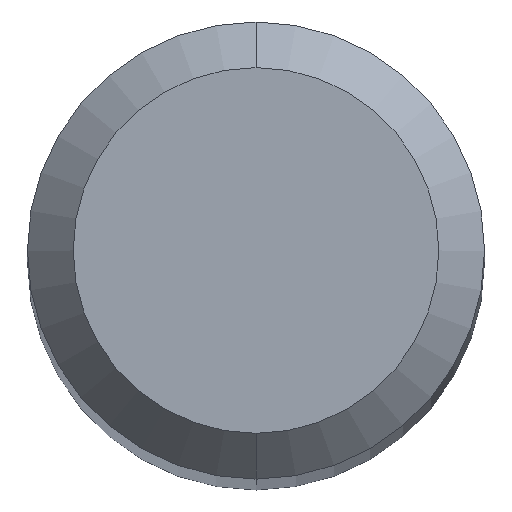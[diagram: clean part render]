
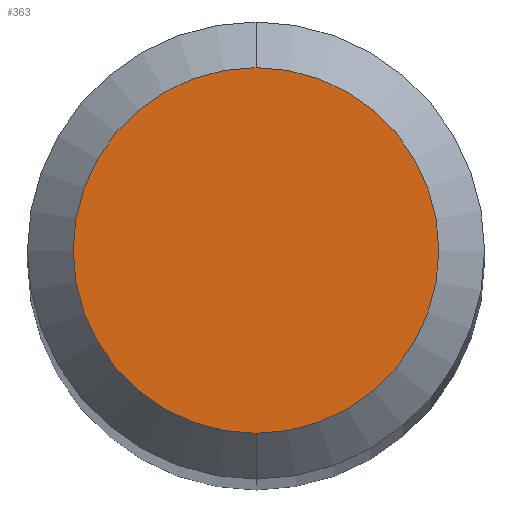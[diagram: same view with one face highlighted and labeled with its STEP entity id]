
A CAD part, top view. The second image highlights one B-rep face of the part: STEP entity #363.
In plain terms, the highlighted planar face has unit normal (0, 0, 1).
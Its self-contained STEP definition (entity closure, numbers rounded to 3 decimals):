
#205=EDGE_CURVE('',#351,#427,#499,.T.);
#351=VERTEX_POINT('',#658);
#363=ADVANCED_FACE('',(#672),#673,.T.);
#387=EDGE_CURVE('',#427,#351,#698,.T.);
#427=VERTEX_POINT('',#746);
#499=CIRCLE('',#825,1.2);
#658=CARTESIAN_POINT('',(0.0,1.2,0.0));
#672=FACE_OUTER_BOUND('',#1217,.T.);
#673=PLANE('',#1218);
#698=CIRCLE('',#1278,1.2);
#746=CARTESIAN_POINT('',(0.,-1.2,0.0));
#825=AXIS2_PLACEMENT_3D('',#1425,#1426,#1427);
#1217=EDGE_LOOP('',(#1599,#1600));
#1218=AXIS2_PLACEMENT_3D('',#1601,#1602,#1603);
#1278=AXIS2_PLACEMENT_3D('',#1627,#1628,#1629);
#1425=CARTESIAN_POINT('',(0.0,0.0,0.0));
#1426=DIRECTION('',(0.0,0.0,-1.0));
#1427=DIRECTION('',(0.0,1.0,0.0));
#1599=ORIENTED_EDGE('',*,*,#205,.F.);
#1600=ORIENTED_EDGE('',*,*,#387,.F.);
#1601=CARTESIAN_POINT('',(0.0,0.6,0.0));
#1602=DIRECTION('',(-0.0,0.0,1.0));
#1603=DIRECTION('',(0.0,-1.0,0.0));
#1627=CARTESIAN_POINT('',(0.0,0.0,0.0));
#1628=DIRECTION('',(0.0,0.0,-1.0));
#1629=DIRECTION('',(0.0,1.0,0.0));
